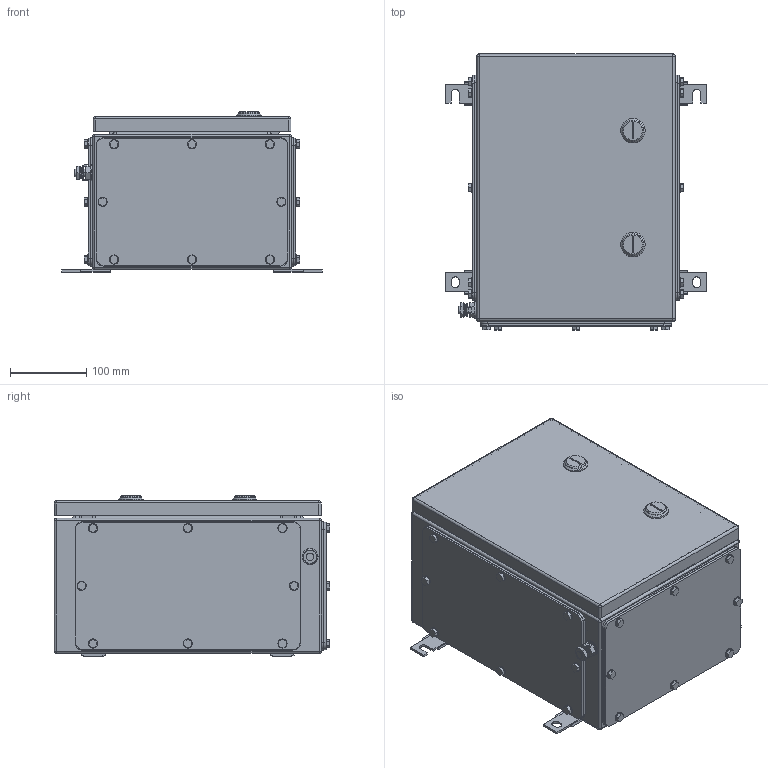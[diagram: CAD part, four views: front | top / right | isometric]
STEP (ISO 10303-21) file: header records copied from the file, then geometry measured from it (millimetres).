
FILE_DESCRIPTION(('CATIA V5 STEP Exchange','CAx-IF Rec.Pracs.--- Model Styling and Organization---1.4--- 2014-01-23'),'2;1');
FILE_NAME ('008792-7_6_1200190000_1200190000.stp','2022-10-04T07:22:27+00:00',('none'),('Weidmueller'),'CATIA Version 5-6 Release 2016 SP3 HF44','CATIA V5 STEP AP214','none');
FILE_SCHEMA(('AUTOMOTIVE_DESIGN { 1 0 10303 214 1 1 1 1 }'));
Products named in the file (1): 1200190000
Bounding box: 341 x 361 x 209.8 mm (x, y, z)
Volume: 1228272.4 mm3; surface area: 1223021.1 mm2
Topology: 97 solids, 99 shells, 1991 faces, 4588 edges, 2880 vertices
Faces by surface type: cylinder 886, plane 855, cone 196, sphere 24, torus 22, bspline 8
Entity records: 54370 total; most frequent: CARTESIAN_POINT 11999, ORIENTED_EDGE 9008, DIRECTION 7119, EDGE_CURVE 4504, AXIS2_PLACEMENT_3D 3127, VERTEX_POINT 2880, VECTOR 2496, LINE 2496
